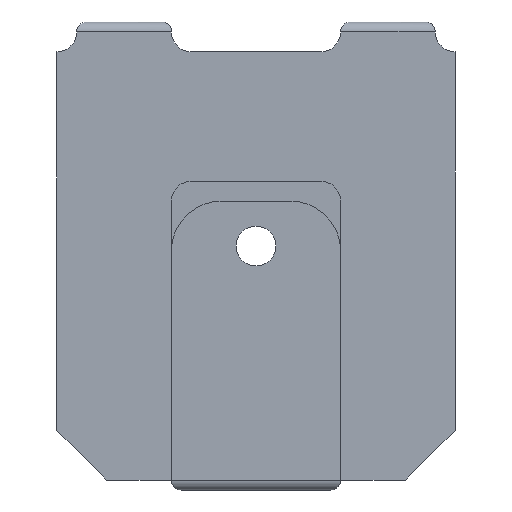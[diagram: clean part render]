
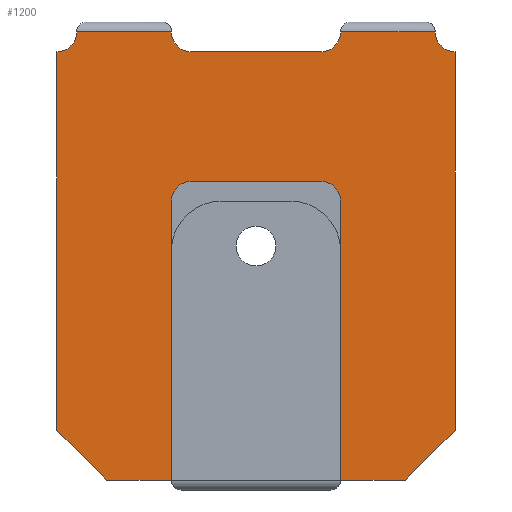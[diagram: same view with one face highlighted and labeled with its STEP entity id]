
A CAD part, front view. The second image highlights one B-rep face of the part: STEP entity #1200.
In plain terms, the highlighted planar face has unit normal (0, -1, 0).
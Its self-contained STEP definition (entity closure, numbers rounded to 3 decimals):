
#64=CIRCLE('',#1290,0.2);
#65=CIRCLE('',#1291,0.2);
#66=CIRCLE('',#1292,0.2);
#67=CIRCLE('',#1293,0.2);
#68=CIRCLE('',#1294,0.2);
#69=CIRCLE('',#1295,0.2);
#98=FACE_OUTER_BOUND('',#169,.T.);
#169=EDGE_LOOP('',(#807,#808,#809,#810,#811,#812,#813,#814,#815,#816,#817,
#818,#819,#820,#821,#822,#823,#824,#825));
#245=LINE('',#1774,#377);
#247=LINE('',#1778,#379);
#250=LINE('',#1784,#382);
#251=LINE('',#1788,#383);
#252=LINE('',#1790,#384);
#253=LINE('',#1794,#385);
#254=LINE('',#1798,#386);
#255=LINE('',#1802,#387);
#256=LINE('',#1804,#388);
#257=LINE('',#1806,#389);
#258=LINE('',#1808,#390);
#259=LINE('',#1812,#391);
#260=LINE('',#1815,#392);
#377=VECTOR('',#1408,10.);
#379=VECTOR('',#1412,10.);
#382=VECTOR('',#1417,10.);
#383=VECTOR('',#1420,10.);
#384=VECTOR('',#1421,10.);
#385=VECTOR('',#1424,10.);
#386=VECTOR('',#1427,10.);
#387=VECTOR('',#1430,10.);
#388=VECTOR('',#1431,10.);
#389=VECTOR('',#1432,10.);
#390=VECTOR('',#1433,10.);
#391=VECTOR('',#1436,10.);
#392=VECTOR('',#1439,10.);
#509=VERTEX_POINT('',#1771);
#510=VERTEX_POINT('',#1773);
#511=VERTEX_POINT('',#1777);
#513=VERTEX_POINT('',#1783);
#514=VERTEX_POINT('',#1785);
#515=VERTEX_POINT('',#1787);
#516=VERTEX_POINT('',#1789);
#517=VERTEX_POINT('',#1791);
#518=VERTEX_POINT('',#1793);
#519=VERTEX_POINT('',#1795);
#520=VERTEX_POINT('',#1797);
#521=VERTEX_POINT('',#1799);
#522=VERTEX_POINT('',#1801);
#523=VERTEX_POINT('',#1803);
#524=VERTEX_POINT('',#1805);
#525=VERTEX_POINT('',#1807);
#526=VERTEX_POINT('',#1809);
#527=VERTEX_POINT('',#1811);
#528=VERTEX_POINT('',#1813);
#625=EDGE_CURVE('',#509,#510,#245,.T.);
#627=EDGE_CURVE('',#510,#511,#247,.T.);
#630=EDGE_CURVE('',#513,#509,#250,.T.);
#631=EDGE_CURVE('',#513,#514,#64,.T.);
#632=EDGE_CURVE('',#515,#514,#251,.T.);
#633=EDGE_CURVE('',#516,#515,#252,.T.);
#634=EDGE_CURVE('',#516,#517,#65,.T.);
#635=EDGE_CURVE('',#517,#518,#253,.T.);
#636=EDGE_CURVE('',#518,#519,#66,.T.);
#637=EDGE_CURVE('',#520,#519,#254,.T.);
#638=EDGE_CURVE('',#520,#521,#67,.T.);
#639=EDGE_CURVE('',#522,#521,#255,.T.);
#640=EDGE_CURVE('',#523,#522,#256,.T.);
#641=EDGE_CURVE('',#524,#523,#257,.T.);
#642=EDGE_CURVE('',#525,#524,#258,.T.);
#643=EDGE_CURVE('',#525,#526,#68,.T.);
#644=EDGE_CURVE('',#527,#526,#259,.T.);
#645=EDGE_CURVE('',#527,#528,#69,.T.);
#646=EDGE_CURVE('',#511,#528,#260,.T.);
#807=ORIENTED_EDGE('',*,*,#625,.F.);
#808=ORIENTED_EDGE('',*,*,#630,.F.);
#809=ORIENTED_EDGE('',*,*,#631,.T.);
#810=ORIENTED_EDGE('',*,*,#632,.F.);
#811=ORIENTED_EDGE('',*,*,#633,.F.);
#812=ORIENTED_EDGE('',*,*,#634,.T.);
#813=ORIENTED_EDGE('',*,*,#635,.T.);
#814=ORIENTED_EDGE('',*,*,#636,.T.);
#815=ORIENTED_EDGE('',*,*,#637,.F.);
#816=ORIENTED_EDGE('',*,*,#638,.T.);
#817=ORIENTED_EDGE('',*,*,#639,.F.);
#818=ORIENTED_EDGE('',*,*,#640,.F.);
#819=ORIENTED_EDGE('',*,*,#641,.F.);
#820=ORIENTED_EDGE('',*,*,#642,.F.);
#821=ORIENTED_EDGE('',*,*,#643,.T.);
#822=ORIENTED_EDGE('',*,*,#644,.F.);
#823=ORIENTED_EDGE('',*,*,#645,.T.);
#824=ORIENTED_EDGE('',*,*,#646,.F.);
#825=ORIENTED_EDGE('',*,*,#627,.F.);
#1153=PLANE('',#1289);
#1200=ADVANCED_FACE('',(#98),#1153,.F.);
#1289=AXIS2_PLACEMENT_3D('',#1782,#1415,#1416);
#1290=AXIS2_PLACEMENT_3D('',#1786,#1418,#1419);
#1291=AXIS2_PLACEMENT_3D('',#1792,#1422,#1423);
#1292=AXIS2_PLACEMENT_3D('',#1796,#1425,#1426);
#1293=AXIS2_PLACEMENT_3D('',#1800,#1428,#1429);
#1294=AXIS2_PLACEMENT_3D('',#1810,#1434,#1435);
#1295=AXIS2_PLACEMENT_3D('',#1814,#1437,#1438);
#1408=DIRECTION('',(-0.707,0.,-0.707));
#1412=DIRECTION('',(-1.,0.,0.));
#1415=DIRECTION('center_axis',(0.,1.,0.));
#1416=DIRECTION('ref_axis',(1.,0.,0.));
#1417=DIRECTION('',(0.,0.,-1.));
#1418=DIRECTION('center_axis',(0.,1.,0.));
#1419=DIRECTION('ref_axis',(0.,0.,-1.));
#1420=DIRECTION('',(0.,0.,-1.));
#1421=DIRECTION('',(1.,0.,0.));
#1422=DIRECTION('center_axis',(0.,1.,0.));
#1423=DIRECTION('ref_axis',(1.,0.,0.));
#1424=DIRECTION('',(-1.,0.,0.));
#1425=DIRECTION('center_axis',(0.,1.,0.));
#1426=DIRECTION('ref_axis',(0.,0.,-1.));
#1427=DIRECTION('',(1.,0.,0.));
#1428=DIRECTION('center_axis',(0.,1.,0.));
#1429=DIRECTION('ref_axis',(1.,0.,0.));
#1430=DIRECTION('',(0.,0.,1.));
#1431=DIRECTION('',(-0.707,0.,0.707));
#1432=DIRECTION('',(-1.,0.,0.));
#1433=DIRECTION('',(0.,0.,-1.));
#1434=DIRECTION('center_axis',(0.,1.,0.));
#1435=DIRECTION('ref_axis',(-1.,0.,0.));
#1436=DIRECTION('',(-1.,0.,0.));
#1437=DIRECTION('center_axis',(0.,1.,0.));
#1438=DIRECTION('ref_axis',(0.,0.,1.));
#1439=DIRECTION('',(0.,0.,1.));
#1771=CARTESIAN_POINT('',(2.,0.,-1.85));
#1773=CARTESIAN_POINT('',(1.5,0.,-2.35));
#1774=CARTESIAN_POINT('',(1.813,0.,-2.038));
#1777=CARTESIAN_POINT('',(0.85,0.,-2.35));
#1778=CARTESIAN_POINT('',(2.,0.,-2.35));
#1782=CARTESIAN_POINT('Origin',(0.,0.,-0.1));
#1783=CARTESIAN_POINT('',(2.,0.,1.95));
#1784=CARTESIAN_POINT('',(2.,0.,1.95));
#1785=CARTESIAN_POINT('',(1.8,0.,2.15));
#1786=CARTESIAN_POINT('Origin',(2.,0.,2.15));
#1787=CARTESIAN_POINT('',(1.8,0.,2.15));
#1788=CARTESIAN_POINT('',(1.8,0.,2.15));
#1789=CARTESIAN_POINT('',(0.85,0.,2.15));
#1790=CARTESIAN_POINT('',(0.85,0.,2.15));
#1791=CARTESIAN_POINT('',(0.65,0.,1.95));
#1792=CARTESIAN_POINT('Origin',(0.65,0.,2.15));
#1793=CARTESIAN_POINT('',(-0.65,0.,1.95));
#1794=CARTESIAN_POINT('',(0.65,0.,1.95));
#1795=CARTESIAN_POINT('',(-0.85,0.,2.15));
#1796=CARTESIAN_POINT('Origin',(-0.65,0.,2.15));
#1797=CARTESIAN_POINT('',(-1.8,0.,2.15));
#1798=CARTESIAN_POINT('',(-1.8,0.,2.15));
#1799=CARTESIAN_POINT('',(-2.,0.,1.95));
#1800=CARTESIAN_POINT('Origin',(-2.,0.,2.15));
#1801=CARTESIAN_POINT('',(-2.,0.,-1.85));
#1802=CARTESIAN_POINT('',(-2.,0.,-2.35));
#1803=CARTESIAN_POINT('',(-1.5,0.,-2.35));
#1804=CARTESIAN_POINT('',(-1.813,0.,-2.038));
#1805=CARTESIAN_POINT('',(-0.85,0.,-2.35));
#1806=CARTESIAN_POINT('',(-0.85,0.,-2.35));
#1807=CARTESIAN_POINT('',(-0.85,0.,0.45));
#1808=CARTESIAN_POINT('',(-0.85,0.,0.45));
#1809=CARTESIAN_POINT('',(-0.65,0.,0.65));
#1810=CARTESIAN_POINT('Origin',(-0.65,0.,0.45));
#1811=CARTESIAN_POINT('',(0.65,0.,0.65));
#1812=CARTESIAN_POINT('',(0.65,0.,0.65));
#1813=CARTESIAN_POINT('',(0.85,0.,0.45));
#1814=CARTESIAN_POINT('Origin',(0.65,0.,0.45));
#1815=CARTESIAN_POINT('',(0.85,0.,-2.35));
